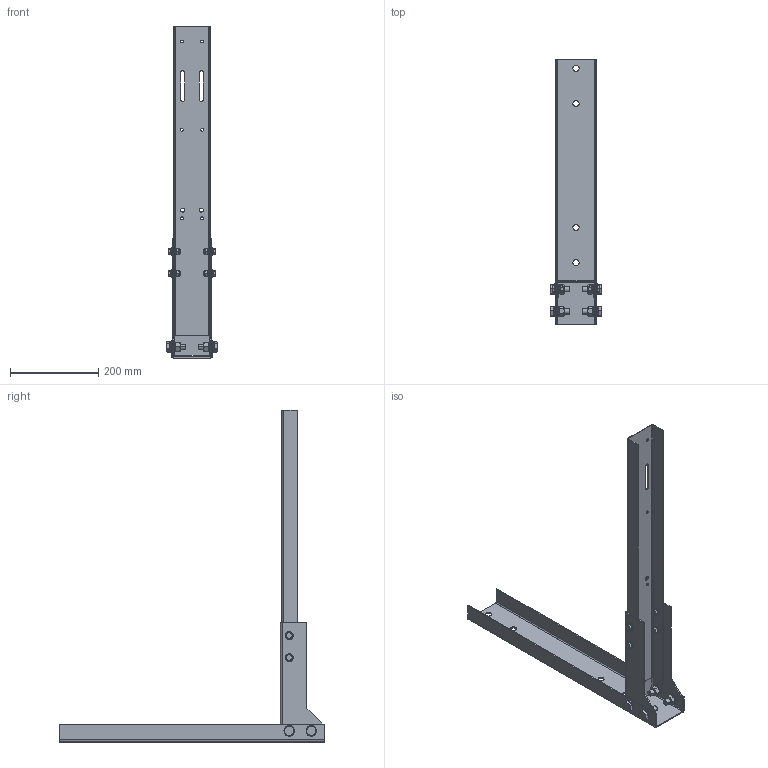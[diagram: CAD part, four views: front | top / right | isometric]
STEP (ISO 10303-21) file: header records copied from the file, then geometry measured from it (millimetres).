
FILE_DESCRIPTION (( 'STEP AP203' ), '1' );
FILE_NAME ('korz-1-03.00.000 Êðîíøòåéí.STEP', '2021-11-15T13:07:04', ( '' ), ( '' ), 'SwSTEP 2.0', 'SolidWorks 2021', '' );
FILE_SCHEMA (( 'CONFIG_CONTROL_DESIGN' ));
Length unit declared in the file: millimetre
Products named in the file (12): Áîëò Ì8õ20 DIN 6921_PreviewCfg; korz-1-03.00.000 ﾊ煇鳫; korz-1-03.00.001 Ïÿòêà îïîðíàÿ 600_00; Ãàéêà DIN 934_ƒ ©ª  Œ12 DIN 934; ﾘ琺矜 DIN 128_丐ｩ｡ 12 DIN 128; korz-1-02.00.002 Øâåëëåð óïîðíûé_00; Áîëò Ì12õ35 ÃÎÑÒ 7798-70_B18.2.3.3M - Heavy hex screw, M12 x 1.75 x 35 --35N; ﾘ琺矜 DIN 128_丐ｩ｡ 8 DIN 128; ﾘ琺矜 DIN 125 ﾀ_丐ｩ｡ 8 DIN 125 ; ﾘ琺矜 DIN 125 ﾀ_丐ｩ｡ 12 DIN 125 ; Ãàéêà DIN 934_ƒ ©ª  Œ8 DIN 934; korz-1-02.00.003 嵕槶錼禬00
Assembly tree (43 placements, depth 2):
  korz-1-03.00.000 ﾊ煇鳫
    korz-1-03.00.001 Ïÿòêà îïîðíàÿ 600_00
    korz-1-02.00.002 Øâåëëåð óïîðíûé_00
    korz-1-02.00.003 嵕槶錼禬00
    Áîëò Ì8õ20 DIN 6921_PreviewCfg  x4
    Áîëò Ì12õ35 ÃÎÑÒ 7798-70_B18.2.3.3M - Heavy hex screw, M12 x 1.75 x 35 --35N  x4
    Ãàéêà DIN 934_ƒ ©ª  Œ8 DIN 934  x4
    Ãàéêà DIN 934_ƒ ©ª  Œ12 DIN 934  x4
    ﾘ琺矜 DIN 125 ﾀ_丐ｩ｡ 8 DIN 125   x8
    ﾘ琺矜 DIN 125 ﾀ_丐ｩ｡ 12 DIN 125   x8
    ﾘ琺矜 DIN 128_丐ｩ｡ 8 DIN 128  x4
    ﾘ琺矜 DIN 128_丐ｩ｡ 12 DIN 128  x4
Bounding box: 114.52 x 600 x 751 mm (x, y, z)
Volume: 645933.4 mm3; surface area: 560365.5 mm2
Topology: 43 solids, 43 shells, 726 faces, 1592 edges, 960 vertices
Faces by surface type: plane 286, cone 200, cylinder 192, torus 24, bspline 24
Entity records: 10538 total; most frequent: CARTESIAN_POINT 2034, DIRECTION 1396, ORIENTED_EDGE 1252, EDGE_CURVE 626, AXIS2_PLACEMENT_3D 560, VERTEX_POINT 380, EDGE_LOOP 340, LINE 276
